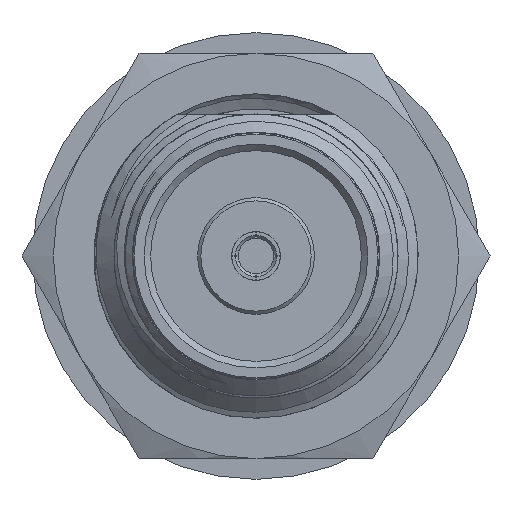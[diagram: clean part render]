
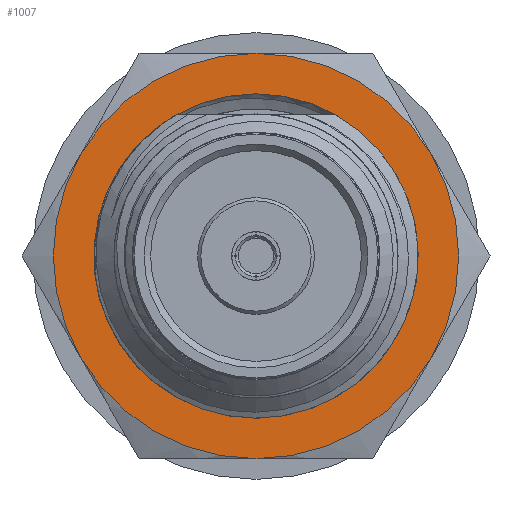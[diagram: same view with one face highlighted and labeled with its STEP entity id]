
A CAD part, left-side view. The second image highlights one B-rep face of the part: STEP entity #1007.
In plain terms, the highlighted planar face has unit normal (-1, 0, 0).
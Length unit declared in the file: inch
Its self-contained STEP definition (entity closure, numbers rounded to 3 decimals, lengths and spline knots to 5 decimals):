
#781 = CARTESIAN_POINT ( 'NONE',  ( 0.49378, 0., 0. ) ) ;
#1007 = ADVANCED_FACE ( 'NONE', ( #14399, #9851 ), #13031, .F. ) ;
#1027 = EDGE_CURVE ( 'NONE', #5322, #18724, #17352, .T. ) ;
#1414 = AXIS2_PLACEMENT_3D ( 'NONE', #10061, #18721, #11642 ) ;
#1695 = VERTEX_POINT ( 'NONE', #9681 ) ;
#1981 = CARTESIAN_POINT ( 'NONE',  ( 0.49378, 0., 0. ) ) ;
#2965 = DIRECTION ( 'NONE',  ( -1., 0., 0. ) ) ;
#3673 = DIRECTION ( 'NONE',  ( -1., 0., 0. ) ) ;
#3843 = CARTESIAN_POINT ( 'NONE',  ( 0.49378, -0.27063, -0.15625 ) ) ;
#3980 = VERTEX_POINT ( 'NONE', #21220 ) ;
#4099 = AXIS2_PLACEMENT_3D ( 'NONE', #19682, #19449, #10893 ) ;
#4197 = AXIS2_PLACEMENT_3D ( 'NONE', #13486, #20193, #20111 ) ;
#4309 = EDGE_CURVE ( 'NONE', #13644, #21133, #18693, .T. ) ;
#4855 = CARTESIAN_POINT ( 'NONE',  ( 0.49378, 0., 0. ) ) ;
#5322 = VERTEX_POINT ( 'NONE', #19766 ) ;
#6114 = ORIENTED_EDGE ( 'NONE', *, *, #6594, .F. ) ;
#6403 = AXIS2_PLACEMENT_3D ( 'NONE', #781, #21439, #17875 ) ;
#6483 = CARTESIAN_POINT ( 'NONE',  ( 0.49378, 0.27063, 0.15625 ) ) ;
#6555 = DIRECTION ( 'NONE',  ( 0., 0.5, 0.866 ) ) ;
#6594 = EDGE_CURVE ( 'NONE', #22081, #3980, #10472, .T. ) ;
#6791 = EDGE_LOOP ( 'NONE', ( #22304 ) ) ;
#7159 = EDGE_CURVE ( 'NONE', #22081, #13644, #17191, .T. ) ;
#7717 = EDGE_CURVE ( 'NONE', #1695, #1695, #21246, .T. ) ;
#8088 = DIRECTION ( 'NONE',  ( 1., 0., 0. ) ) ;
#8408 = ORIENTED_EDGE ( 'NONE', *, *, #7159, .T. ) ;
#9681 = CARTESIAN_POINT ( 'NONE',  ( 0.49378, 0.12507, 0.21663 ) ) ;
#9700 = ORIENTED_EDGE ( 'NONE', *, *, #1027, .T. ) ;
#9770 = CARTESIAN_POINT ( 'NONE',  ( 0.49378, 0., 0. ) ) ;
#9851 = FACE_OUTER_BOUND ( 'NONE', #12842, .T. ) ;
#10061 = CARTESIAN_POINT ( 'NONE',  ( 0.49378, 0., 0. ) ) ;
#10090 = DIRECTION ( 'NONE',  ( 0., 0.5, 0.866 ) ) ;
#10472 = CIRCLE ( 'NONE', #1414, 0.3125 ) ;
#10893 = DIRECTION ( 'NONE',  ( 0., 0.5, 0.866 ) ) ;
#11642 = DIRECTION ( 'NONE',  ( 0., 0.5, 0.866 ) ) ;
#11692 = DIRECTION ( 'NONE',  ( 0., 0.5, 0.866 ) ) ;
#12479 = AXIS2_PLACEMENT_3D ( 'NONE', #9770, #2965, #11692 ) ;
#12600 = EDGE_CURVE ( 'NONE', #21133, #5322, #14187, .T. ) ;
#12842 = EDGE_LOOP ( 'NONE', ( #8408, #21796, #16840, #9700, #16658, #6114 ) ) ;
#13031 = PLANE ( 'NONE',  #15726 ) ;
#13486 = CARTESIAN_POINT ( 'NONE',  ( 0.49378, 0., 0. ) ) ;
#13644 = VERTEX_POINT ( 'NONE', #6483 ) ;
#14187 = CIRCLE ( 'NONE', #21907, 0.3125 ) ;
#14399 = FACE_BOUND ( 'NONE', #6791, .T. ) ;
#15028 = DIRECTION ( 'NONE',  ( -1., 0., 0. ) ) ;
#15726 = AXIS2_PLACEMENT_3D ( 'NONE', #18377, #8088, #10090 ) ;
#15945 = CARTESIAN_POINT ( 'NONE',  ( 0.49378, 0.27063, -0.15625 ) ) ;
#16658 = ORIENTED_EDGE ( 'NONE', *, *, #17644, .T. ) ;
#16840 = ORIENTED_EDGE ( 'NONE', *, *, #12600, .T. ) ;
#17084 = CIRCLE ( 'NONE', #6403, 0.3125 ) ;
#17191 = CIRCLE ( 'NONE', #12479, 0.3125 ) ;
#17352 = CIRCLE ( 'NONE', #4197, 0.3125 ) ;
#17456 = DIRECTION ( 'NONE',  ( 0., 0.5, 0.866 ) ) ;
#17644 = EDGE_CURVE ( 'NONE', #18724, #3980, #17084, .T. ) ;
#17875 = DIRECTION ( 'NONE',  ( 0., 0.5, 0.866 ) ) ;
#18377 = CARTESIAN_POINT ( 'NONE',  ( 0.49378, 0., 0. ) ) ;
#18693 = CIRCLE ( 'NONE', #22293, 0.3125 ) ;
#18721 = DIRECTION ( 'NONE',  ( 1., 0., 0. ) ) ;
#18724 = VERTEX_POINT ( 'NONE', #3843 ) ;
#19449 = DIRECTION ( 'NONE',  ( 1., 0., 0. ) ) ;
#19682 = CARTESIAN_POINT ( 'NONE',  ( 0.49378, 0., 0. ) ) ;
#19766 = CARTESIAN_POINT ( 'NONE',  ( 0.49378, 0., -0.3125 ) ) ;
#20111 = DIRECTION ( 'NONE',  ( 0., 0.5, 0.866 ) ) ;
#20193 = DIRECTION ( 'NONE',  ( -1., 0., 0. ) ) ;
#21133 = VERTEX_POINT ( 'NONE', #15945 ) ;
#21220 = CARTESIAN_POINT ( 'NONE',  ( 0.49378, -0.27063, 0.15625 ) ) ;
#21246 = CIRCLE ( 'NONE', #4099, 0.25015 ) ;
#21439 = DIRECTION ( 'NONE',  ( -1., 0., 0. ) ) ;
#21796 = ORIENTED_EDGE ( 'NONE', *, *, #4309, .T. ) ;
#21907 = AXIS2_PLACEMENT_3D ( 'NONE', #4855, #15028, #6555 ) ;
#22081 = VERTEX_POINT ( 'NONE', #22125 ) ;
#22125 = CARTESIAN_POINT ( 'NONE',  ( 0.49378, 0., 0.3125 ) ) ;
#22293 = AXIS2_PLACEMENT_3D ( 'NONE', #1981, #3673, #17456 ) ;
#22304 = ORIENTED_EDGE ( 'NONE', *, *, #7717, .T. ) ;
